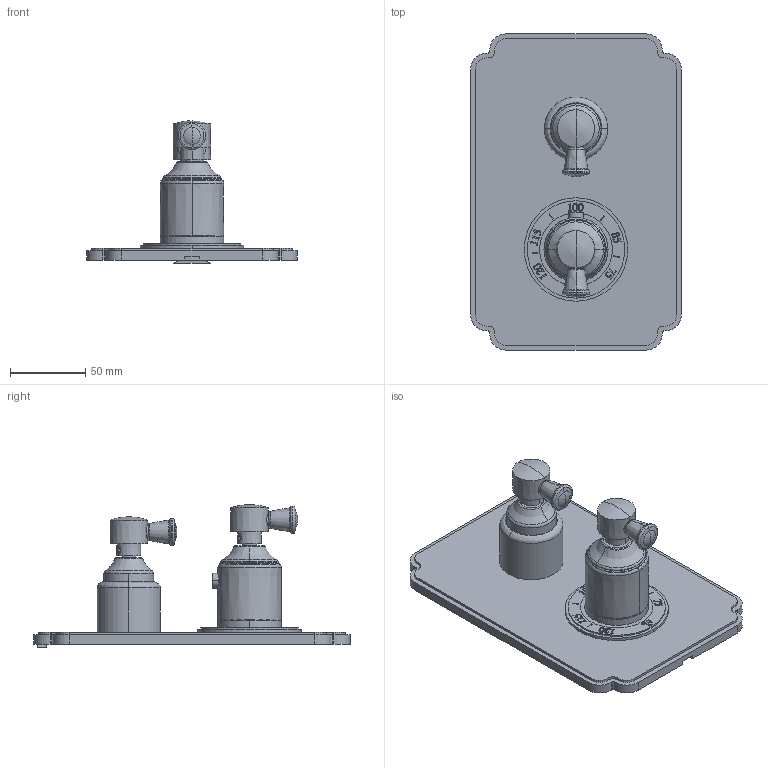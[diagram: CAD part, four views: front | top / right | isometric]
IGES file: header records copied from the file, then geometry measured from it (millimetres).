
Start section:  PTC IGES file: 3-1203TS.igs
Global section: file name: 3-1203TS.igs; native system: Creo Parametric by Parametric Technology Corporation; preprocessor: 2014000; author: vinay.hs; organization: Unknown; date: 20161129.123211; units: inch
Bounding box: 139.7 x 209.55 x 94.54 mm (x, y, z)
Surface area: 108098.8 mm2 (no closed solid volume)
Topology: 0 solids, 46 shells, 954 faces, 3322 edges, 2381 vertices
Faces by surface type: revolution 539, bspline 410, extrusion 5
